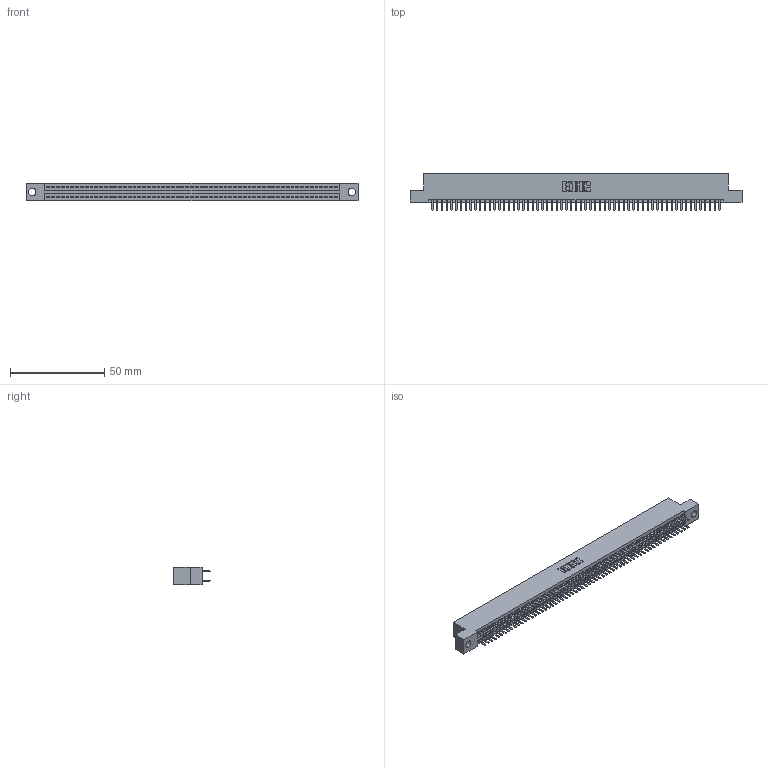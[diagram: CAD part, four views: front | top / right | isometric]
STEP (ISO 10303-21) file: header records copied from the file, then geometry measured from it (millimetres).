
FILE_DESCRIPTION (( 'STEP AP203' ), '1' );
FILE_NAME ('345-122-520-204.STEP', '2021-05-25T17:23:32', ( '' ), ( '' ), 'SwSTEP 2.0', 'SolidWorks 2020', '' );
FILE_SCHEMA (( 'CONFIG_CONTROL_DESIGN' ));
Length unit declared in the file: inch
Products named in the file (3): 345 Part_Flush Mounting Lugs - 0.156 Dia-TI; 345-292-001_345-293-120; 345-122-520-204
Assembly tree (123 placements, depth 2):
  345-122-520-204
    345 Part_Flush Mounting Lugs - 0.156 Dia-TI
    345-292-001_345-293-120  x122
Bounding box: 176.15 x 19.68 x 9.4 mm (x, y, z)
Volume: 17128.1 mm3; surface area: 25423.7 mm2
Topology: 123 solids, 123 shells, 6728 faces, 19531 edges, 12694 vertices
Faces by surface type: plane 4364, cylinder 2364
Entity records: 45837 total; most frequent: CARTESIAN_POINT 7682, ORIENTED_EDGE 7602, DIRECTION 6737, EDGE_CURVE 3801, VECTOR 3421, LINE 3421, VERTEX_POINT 2530, AXIS2_PLACEMENT_3D 1658
